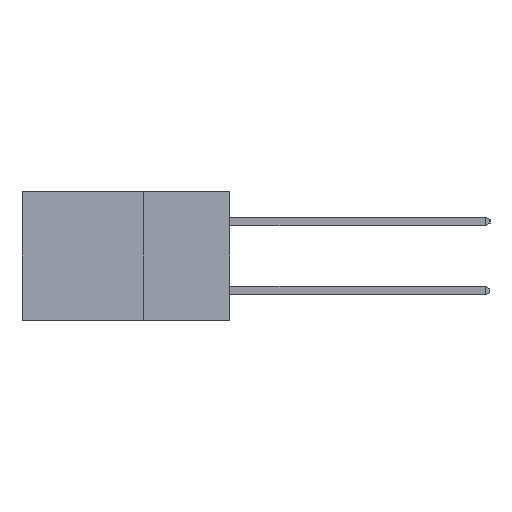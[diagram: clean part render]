
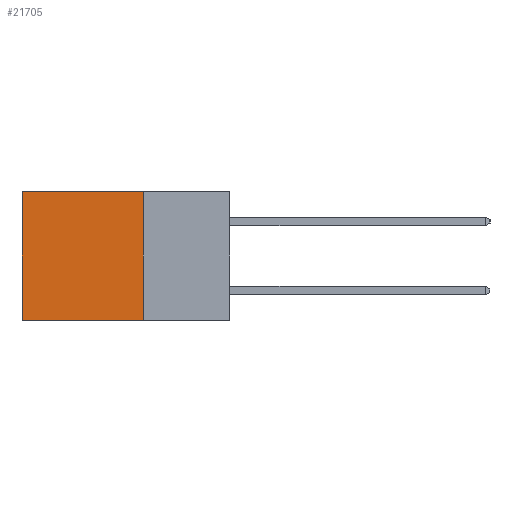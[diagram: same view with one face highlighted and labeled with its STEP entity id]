
A CAD part, left-side view. The second image highlights one B-rep face of the part: STEP entity #21705.
In plain terms, the highlighted planar face has unit normal (-1, 0, 0).
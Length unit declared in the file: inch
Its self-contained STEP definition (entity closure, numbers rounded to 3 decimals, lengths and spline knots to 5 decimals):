
#58 = DIRECTION ( 'NONE',  ( 0., 1., 0. ) ) ;
#867 = AXIS2_PLACEMENT_3D ( 'NONE', #14496, #1365, #14668 ) ;
#932 = VERTEX_POINT ( 'NONE', #2672 ) ;
#1086 = VECTOR ( 'NONE', #2092, 39.37008 ) ;
#1365 = DIRECTION ( 'NONE',  ( 1., 0., 0. ) ) ;
#1698 = EDGE_LOOP ( 'NONE', ( #7754, #19031, #8825, #22102 ) ) ;
#2092 = DIRECTION ( 'NONE',  ( 0., 0., -1. ) ) ;
#2672 = CARTESIAN_POINT ( 'NONE',  ( 0.298, 0.6, -0.37 ) ) ;
#4884 = CARTESIAN_POINT ( 'NONE',  ( 0.298, 0.25, 0. ) ) ;
#4986 = VERTEX_POINT ( 'NONE', #6415 ) ;
#6415 = CARTESIAN_POINT ( 'NONE',  ( 0.298, 0.6, 0. ) ) ;
#7637 = CARTESIAN_POINT ( 'NONE',  ( 0.298, 0.25, 0. ) ) ;
#7754 = ORIENTED_EDGE ( 'NONE', *, *, #15541, .T. ) ;
#8522 = EDGE_CURVE ( 'NONE', #22345, #4986, #14027, .T. ) ;
#8555 = DIRECTION ( 'NONE',  ( 0., 1., 0. ) ) ;
#8825 = ORIENTED_EDGE ( 'NONE', *, *, #10320, .F. ) ;
#8973 = VECTOR ( 'NONE', #58, 39.37008 ) ;
#10320 = EDGE_CURVE ( 'NONE', #22345, #15232, #17775, .T. ) ;
#11546 = CARTESIAN_POINT ( 'NONE',  ( 0.298, 0.6, 0. ) ) ;
#11942 = VECTOR ( 'NONE', #8555, 39.37008 ) ;
#12527 = LINE ( 'NONE', #19880, #11942 ) ;
#12737 = VECTOR ( 'NONE', #18087, 39.37008 ) ;
#14027 = LINE ( 'NONE', #7637, #8973 ) ;
#14301 = CARTESIAN_POINT ( 'NONE',  ( 0.298, 0.25, -0.37 ) ) ;
#14496 = CARTESIAN_POINT ( 'NONE',  ( 0.298, 0.25, 0. ) ) ;
#14576 = PLANE ( 'NONE',  #867 ) ;
#14668 = DIRECTION ( 'NONE',  ( 0., 0., -1. ) ) ;
#15232 = VERTEX_POINT ( 'NONE', #14301 ) ;
#15541 = EDGE_CURVE ( 'NONE', #4986, #932, #21231, .T. ) ;
#17775 = LINE ( 'NONE', #4884, #12737 ) ;
#18087 = DIRECTION ( 'NONE',  ( 0., 0., -1. ) ) ;
#18266 = EDGE_CURVE ( 'NONE', #15232, #932, #12527, .T. ) ;
#18321 = CARTESIAN_POINT ( 'NONE',  ( 0.298, 0.25, 0. ) ) ;
#19031 = ORIENTED_EDGE ( 'NONE', *, *, #18266, .F. ) ;
#19254 = FACE_OUTER_BOUND ( 'NONE', #1698, .T. ) ;
#19880 = CARTESIAN_POINT ( 'NONE',  ( 0.298, 0.25, -0.37 ) ) ;
#21231 = LINE ( 'NONE', #11546, #1086 ) ;
#21705 = ADVANCED_FACE ( 'NONE', ( #19254 ), #14576, .F. ) ;
#22102 = ORIENTED_EDGE ( 'NONE', *, *, #8522, .T. ) ;
#22345 = VERTEX_POINT ( 'NONE', #18321 ) ;
